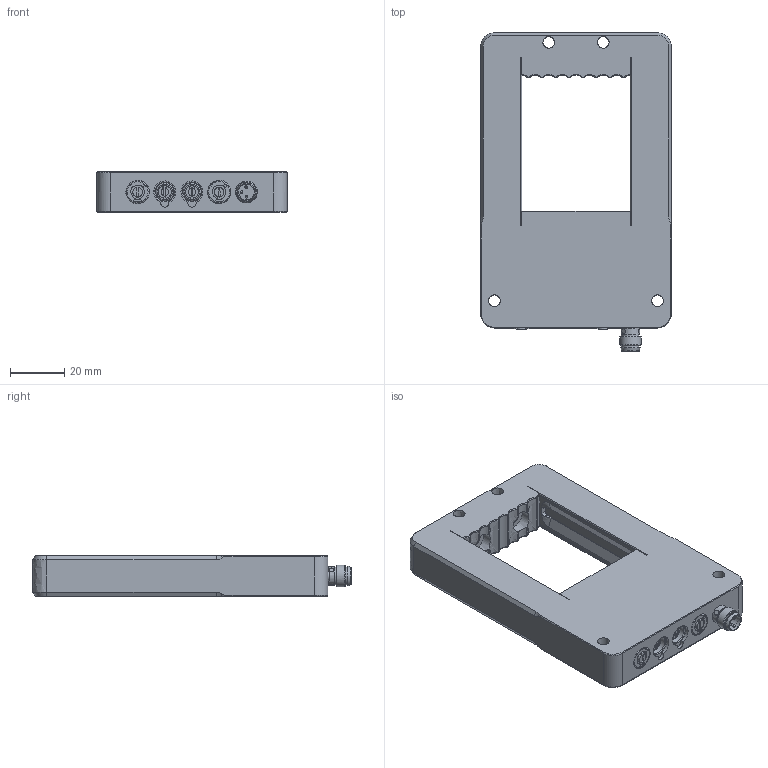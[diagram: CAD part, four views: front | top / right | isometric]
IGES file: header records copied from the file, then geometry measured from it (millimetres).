
Global section: file name: OGWSD 40; native system: Autodesk Inventor 2022; preprocessor: unknown; author: ck; organization: di-soric GmbH & Co. KG; date: 20220427.095949; units: millimetre
Bounding box: 70 x 117 x 15 mm (x, y, z)
Volume: 80404.9 mm3; surface area: 28438.3 mm2
Topology: 5 solids, 6 shells, 501 faces, 1279 edges, 822 vertices
Faces by surface type: bspline 501
